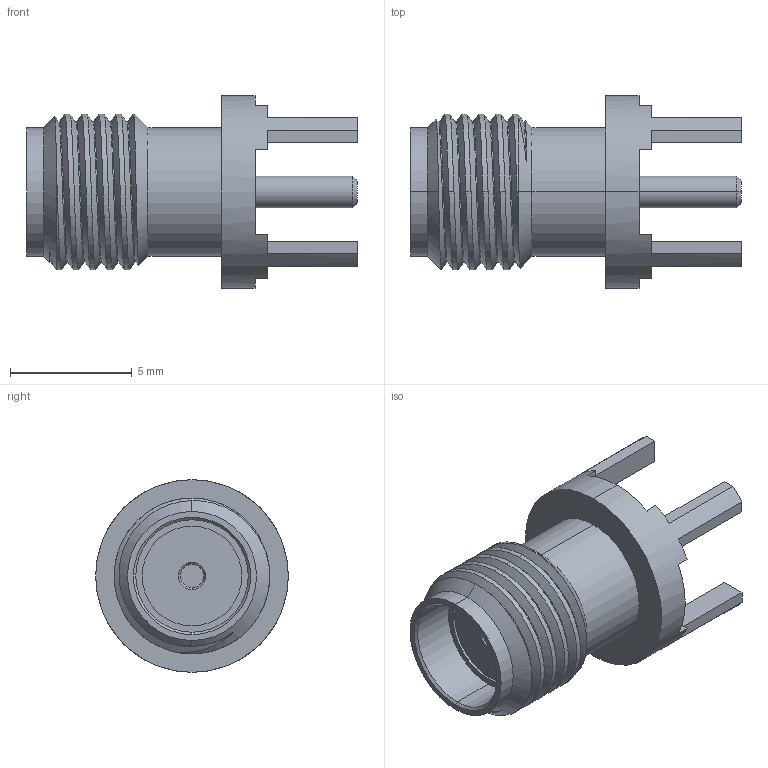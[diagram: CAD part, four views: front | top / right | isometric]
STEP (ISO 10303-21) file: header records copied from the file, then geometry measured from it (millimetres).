
FILE_DESCRIPTION (( 'STEP AP203' ), '1' );
FILE_NAME ('PCB.CSMAFSTJ.A.STEP', '2021-12-04T14:15:30', ( 'admin' ), ( '' ), 'SwSTEP 2.0', 'SolidWorks 2015', '' );
FILE_SCHEMA (( 'CONFIG_CONTROL_DESIGN' ));
Length unit declared in the file: millimetre
Products named in the file (1): PCB.CSMAFSTJ.A
Bounding box: 13.6 x 7.92 x 7.92 mm (x, y, z)
Volume: 259.2 mm3; surface area: 441.2 mm2
Topology: 1 solids, 1 shells, 84 faces, 213 edges, 138 vertices
Faces by surface type: plane 41, cylinder 29, cone 11, bspline 3
Entity records: 3949 total; most frequent: CARTESIAN_POINT 1883, ORIENTED_EDGE 426, DIRECTION 407, EDGE_CURVE 213, AXIS2_PLACEMENT_3D 144, VERTEX_POINT 138, VECTOR 119, LINE 119
